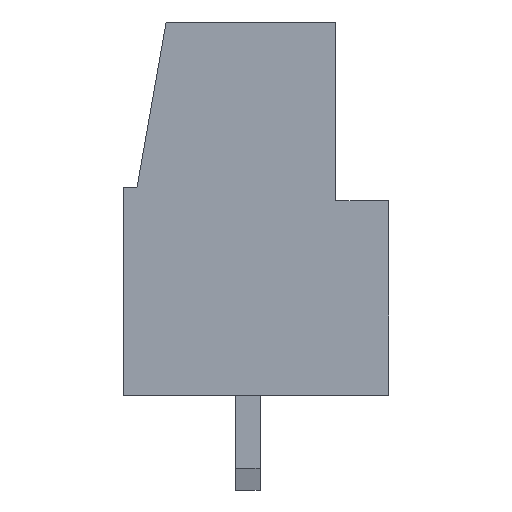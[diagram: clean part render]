
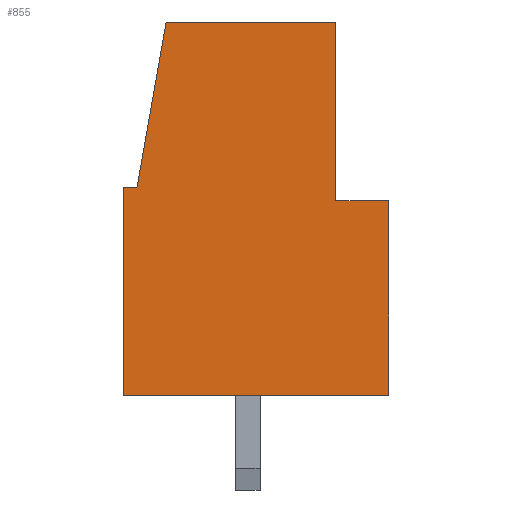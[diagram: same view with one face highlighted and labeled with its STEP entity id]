
A CAD part, left-side view. The second image highlights one B-rep face of the part: STEP entity #855.
In plain terms, the highlighted planar face has unit normal (-1, 0, 0).
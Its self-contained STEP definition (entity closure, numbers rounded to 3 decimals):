
#855 = ADVANCED_FACE( '', ( #1777 ), #1778, .T. );
#1777 = FACE_OUTER_BOUND( '', #2757, .T. );
#1778 = PLANE( '', #2758 );
#2757 = EDGE_LOOP( '', ( #5130, #5131, #5132, #5133, #5134, #5135, #5136, #5137 ) );
#2758 = AXIS2_PLACEMENT_3D( '', #5138, #5139, #5140 );
#5130 = ORIENTED_EDGE( '', *, *, #6668, .T. );
#5131 = ORIENTED_EDGE( '', *, *, #6455, .T. );
#5132 = ORIENTED_EDGE( '', *, *, #6854, .F. );
#5133 = ORIENTED_EDGE( '', *, *, #5895, .T. );
#5134 = ORIENTED_EDGE( '', *, *, #6556, .T. );
#5135 = ORIENTED_EDGE( '', *, *, #6855, .T. );
#5136 = ORIENTED_EDGE( '', *, *, #6255, .T. );
#5137 = ORIENTED_EDGE( '', *, *, #6469, .T. );
#5138 = CARTESIAN_POINT( '', ( -2.5, 0., 0. ) );
#5139 = DIRECTION( '', ( -1., 0., 0. ) );
#5140 = DIRECTION( '', ( 0., 0., 1. ) );
#5895 = EDGE_CURVE( '', #7036, #7034, #7037, .T. );
#6255 = EDGE_CURVE( '', #7653, #7651, #7654, .T. );
#6455 = EDGE_CURVE( '', #7962, #7960, #7963, .T. );
#6469 = EDGE_CURVE( '', #7651, #7981, #7983, .T. );
#6556 = EDGE_CURVE( '', #7034, #8112, #8114, .T. );
#6668 = EDGE_CURVE( '', #7981, #7962, #8268, .T. );
#6854 = EDGE_CURVE( '', #7036, #7960, #8492, .T. );
#6855 = EDGE_CURVE( '', #8112, #7653, #8493, .T. );
#7034 = VERTEX_POINT( '', #8699 );
#7036 = VERTEX_POINT( '', #8702 );
#7037 = LINE( '', #8703, #8704 );
#7651 = VERTEX_POINT( '', #9586 );
#7653 = VERTEX_POINT( '', #9589 );
#7654 = LINE( '', #9590, #9591 );
#7960 = VERTEX_POINT( '', #10049 );
#7962 = VERTEX_POINT( '', #10052 );
#7963 = LINE( '', #10053, #10054 );
#7981 = VERTEX_POINT( '', #10080 );
#7983 = LINE( '', #10083, #10084 );
#8112 = VERTEX_POINT( '', #10281 );
#8114 = LINE( '', #10284, #10285 );
#8268 = LINE( '', #10517, #10518 );
#8492 = LINE( '', #10851, #10852 );
#8493 = LINE( '', #10853, #10854 );
#8699 = CARTESIAN_POINT( '', ( -2.5, -7.85, 13.8 ) );
#8702 = CARTESIAN_POINT( '', ( -2.5, -7.85, 7.2 ) );
#8703 = CARTESIAN_POINT( '', ( -2.5, -7.85, 7.2 ) );
#8704 = VECTOR( '', #11038, 1000. );
#9586 = CARTESIAN_POINT( '', ( -2.5, 0., 7.7 ) );
#9589 = CARTESIAN_POINT( '', ( -2.5, -0.5, 7.7 ) );
#9590 = CARTESIAN_POINT( '', ( -2.5, -0.5, 7.7 ) );
#9591 = VECTOR( '', #11392, 1000. );
#10049 = CARTESIAN_POINT( '', ( -2.5, -9.8, 7.2 ) );
#10052 = CARTESIAN_POINT( '', ( -2.5, -9.8, 0. ) );
#10053 = CARTESIAN_POINT( '', ( -2.5, -9.8, 0. ) );
#10054 = VECTOR( '', #11549, 1000. );
#10080 = CARTESIAN_POINT( '', ( -2.5, 0., 0. ) );
#10083 = CARTESIAN_POINT( '', ( -2.5, 0., 7.7 ) );
#10084 = VECTOR( '', #11559, 1000. );
#10281 = CARTESIAN_POINT( '', ( -2.5, -1.576, 13.8 ) );
#10284 = CARTESIAN_POINT( '', ( -2.5, -7.85, 13.8 ) );
#10285 = VECTOR( '', #11641, 1000. );
#10517 = CARTESIAN_POINT( '', ( -2.5, 0., 0. ) );
#10518 = VECTOR( '', #11732, 1000. );
#10851 = CARTESIAN_POINT( '', ( -2.5, -7.85, 7.2 ) );
#10852 = VECTOR( '', #11860, 1000. );
#10853 = CARTESIAN_POINT( '', ( -2.5, -1.576, 13.8 ) );
#10854 = VECTOR( '', #11861, 1000. );
#11038 = DIRECTION( '', ( 0., 0., 1. ) );
#11392 = DIRECTION( '', ( 0., 1., 0. ) );
#11549 = DIRECTION( '', ( 0., 0., 1. ) );
#11559 = DIRECTION( '', ( 0., 0., -1. ) );
#11641 = DIRECTION( '', ( 0., 1., 0. ) );
#11732 = DIRECTION( '', ( 0., -1., 0. ) );
#11860 = DIRECTION( '', ( 0., -1., 0. ) );
#11861 = DIRECTION( '', ( 0., 0.174, -0.985 ) );
